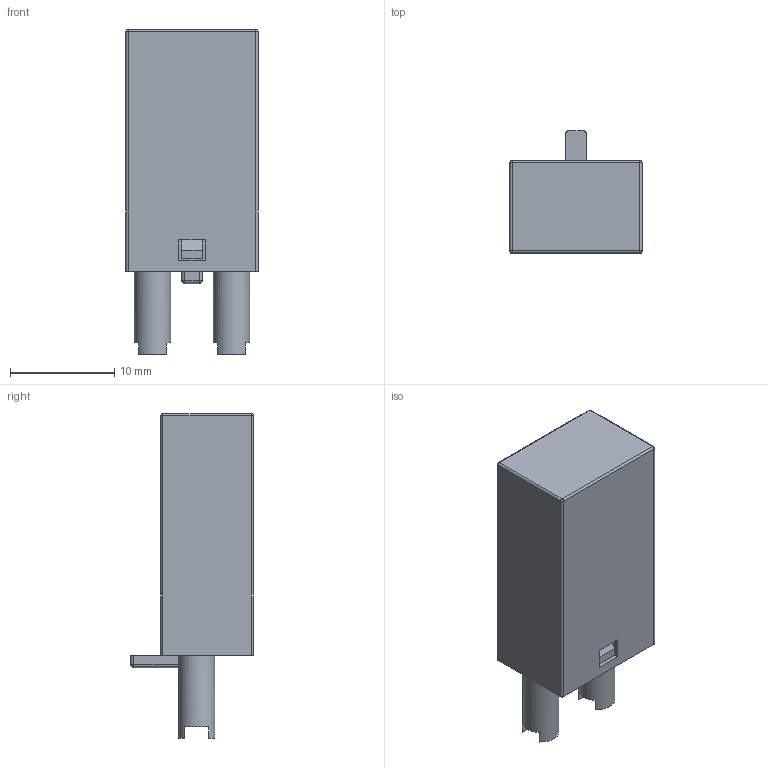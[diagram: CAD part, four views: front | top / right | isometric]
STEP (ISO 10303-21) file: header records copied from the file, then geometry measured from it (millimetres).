
FILE_DESCRIPTION(/* description */ (''),/* implementation_level */ '2;1');
FILE_NAME(/* name */ '3d_HR6X77230.stp',/* time_stamp */ '2018-11-19T07:34:46+01:00',/* author */ ('Andrzej'),/* organization */ (''),/* preprocessor_version */ 'ST-DEVELOPER v16.13',/* originating_system */ 'AutoCAD Mechanical',/* authorisation */ '');
FILE_SCHEMA (('AUTOMOTIVE_DESIGN { 1 0 10303 214 3 1 1 }'));
Length unit declared in the file: millimetre
Products named in the file (1): Product
Bounding box: 12.7 x 11.8 x 31.2 mm (x, y, z)
Volume: 2764.5 mm3; surface area: 1454.6 mm2
Topology: 1 solids, 1 shells, 78 faces, 189 edges, 112 vertices
Faces by surface type: plane 52, cylinder 18, sphere 8
Full cylindrical faces by diameter (mm): 3.5 x2
Entity records: 2174 total; most frequent: DIRECTION 377, CARTESIAN_POINT 366, ORIENTED_EDGE 354, EDGE_CURVE 177, LINE 135, VECTOR 135, AXIS2_PLACEMENT_3D 121, VERTEX_POINT 110
